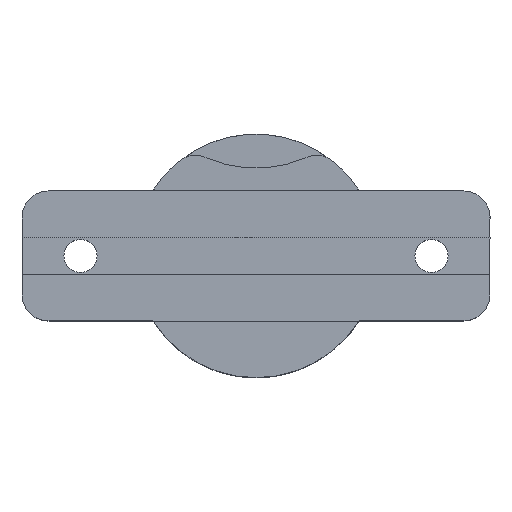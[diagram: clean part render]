
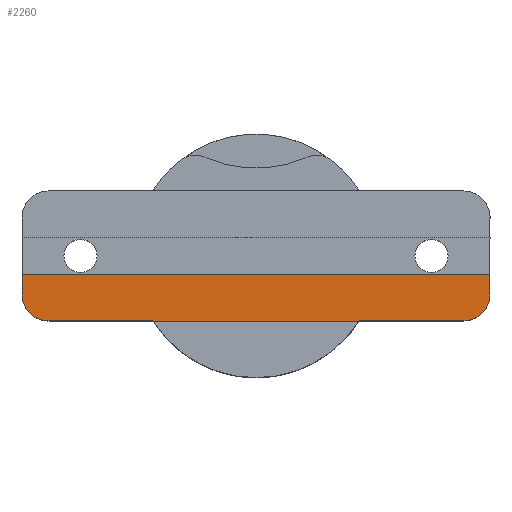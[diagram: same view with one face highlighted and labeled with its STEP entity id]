
A CAD part, top view. The second image highlights one B-rep face of the part: STEP entity #2260.
In plain terms, the highlighted planar face has unit normal (0, 0, 1).
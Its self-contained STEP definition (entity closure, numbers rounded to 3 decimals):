
#214=CIRCLE('',#2332,18.75);
#216=CIRCLE('',#2334,18.75);
#310=CIRCLE('',#2496,4.);
#311=CIRCLE('',#2497,4.);
#453=FACE_OUTER_BOUND('',#601,.T.);
#601=EDGE_LOOP('',(#1931,#1932,#1933,#1934,#1935,#1936,#1937,#1938,#1939,
#1940));
#649=LINE('',#3220,#772);
#656=LINE('',#3233,#779);
#733=LINE('',#4780,#856);
#736=LINE('',#4787,#859);
#737=LINE('',#4790,#860);
#738=LINE('',#4793,#861);
#772=VECTOR('',#2582,10.);
#779=VECTOR('',#2591,10.);
#856=VECTOR('',#3020,10.);
#859=VECTOR('',#3029,10.);
#860=VECTOR('',#3032,10.);
#861=VECTOR('',#3035,10.);
#896=VERTEX_POINT('',#3217);
#897=VERTEX_POINT('',#3219);
#902=VERTEX_POINT('',#3231);
#918=VERTEX_POINT('',#3290);
#919=VERTEX_POINT('',#3292);
#922=VERTEX_POINT('',#3298);
#923=VERTEX_POINT('',#3300);
#1059=VERTEX_POINT('',#4786);
#1060=VERTEX_POINT('',#4789);
#1061=VERTEX_POINT('',#4791);
#1101=EDGE_CURVE('',#897,#896,#649,.T.);
#1108=EDGE_CURVE('',#896,#902,#656,.T.);
#1128=EDGE_CURVE('',#918,#919,#214,.T.);
#1132=EDGE_CURVE('',#922,#923,#216,.T.);
#1363=EDGE_CURVE('',#922,#919,#733,.T.);
#1366=EDGE_CURVE('',#1059,#918,#736,.T.);
#1367=EDGE_CURVE('',#897,#1059,#310,.T.);
#1368=EDGE_CURVE('',#1060,#902,#737,.T.);
#1369=EDGE_CURVE('',#1061,#1060,#311,.T.);
#1370=EDGE_CURVE('',#1061,#923,#738,.T.);
#1931=ORIENTED_EDGE('',*,*,#1366,.F.);
#1932=ORIENTED_EDGE('',*,*,#1367,.F.);
#1933=ORIENTED_EDGE('',*,*,#1101,.T.);
#1934=ORIENTED_EDGE('',*,*,#1108,.T.);
#1935=ORIENTED_EDGE('',*,*,#1368,.F.);
#1936=ORIENTED_EDGE('',*,*,#1369,.F.);
#1937=ORIENTED_EDGE('',*,*,#1370,.T.);
#1938=ORIENTED_EDGE('',*,*,#1132,.F.);
#1939=ORIENTED_EDGE('',*,*,#1363,.T.);
#1940=ORIENTED_EDGE('',*,*,#1128,.F.);
#2141=PLANE('',#2495);
#2260=ADVANCED_FACE('',(#453),#2141,.T.);
#2332=AXIS2_PLACEMENT_3D('',#3293,#2629,#2630);
#2334=AXIS2_PLACEMENT_3D('',#3301,#2635,#2636);
#2495=AXIS2_PLACEMENT_3D('',#4785,#3027,#3028);
#2496=AXIS2_PLACEMENT_3D('',#4788,#3030,#3031);
#2497=AXIS2_PLACEMENT_3D('',#4792,#3033,#3034);
#2582=DIRECTION('',(0.,1.,0.));
#2591=DIRECTION('',(-1.,0.,0.));
#2629=DIRECTION('center_axis',(0.,0.,
-1.));
#2630=DIRECTION('ref_axis',(1.,0.,0.));
#2635=DIRECTION('center_axis',(0.,0.,
-1.));
#2636=DIRECTION('ref_axis',(1.,0.,0.));
#3020=DIRECTION('',(1.,0.,0.));
#3027=DIRECTION('center_axis',(0.,0.,
1.));
#3028=DIRECTION('ref_axis',(-1.,0.,0.));
#3029=DIRECTION('',(-1.,0.,0.));
#3030=DIRECTION('center_axis',(0.,0.,
-1.));
#3031=DIRECTION('ref_axis',(0.707,-0.707,0.));
#3032=DIRECTION('',(0.,1.,0.));
#3033=DIRECTION('center_axis',(0.,0.,
-1.));
#3034=DIRECTION('ref_axis',(-0.707,-0.707,0.));
#3035=DIRECTION('',(1.,0.,0.));
#3217=CARTESIAN_POINT('',(-39.,310.899,47.732));
#3219=CARTESIAN_POINT('',(-39.,307.749,47.732));
#3220=CARTESIAN_POINT('',(-39.,313.749,47.732));
#3231=CARTESIAN_POINT('',(-111.,310.899,47.732));
#3233=CARTESIAN_POINT('',(-93.,310.899,47.732));
#3290=CARTESIAN_POINT('',(-59.139,303.749,47.732));
#3292=CARTESIAN_POINT('',(-59.203,303.649,47.732));
#3293=CARTESIAN_POINT('Origin',(-75.,313.749,47.732));
#3298=CARTESIAN_POINT('',(-90.797,303.649,47.732));
#3300=CARTESIAN_POINT('',(-90.861,303.749,47.732));
#3301=CARTESIAN_POINT('Origin',(-75.,313.749,47.732));
#4780=CARTESIAN_POINT('',(-67.07,303.649,47.732));
#4785=CARTESIAN_POINT('Origin',(-75.,313.749,47.732));
#4786=CARTESIAN_POINT('',(-43.,303.749,47.732));
#4787=CARTESIAN_POINT('',(-39.,303.749,47.732));
#4788=CARTESIAN_POINT('Origin',(-43.,307.749,47.732));
#4789=CARTESIAN_POINT('',(-111.,307.749,47.732));
#4790=CARTESIAN_POINT('',(-111.,307.249,47.732));
#4791=CARTESIAN_POINT('',(-107.,303.749,47.732));
#4792=CARTESIAN_POINT('Origin',(-107.,307.749,47.732));
#4793=CARTESIAN_POINT('',(-111.,303.749,47.732));
